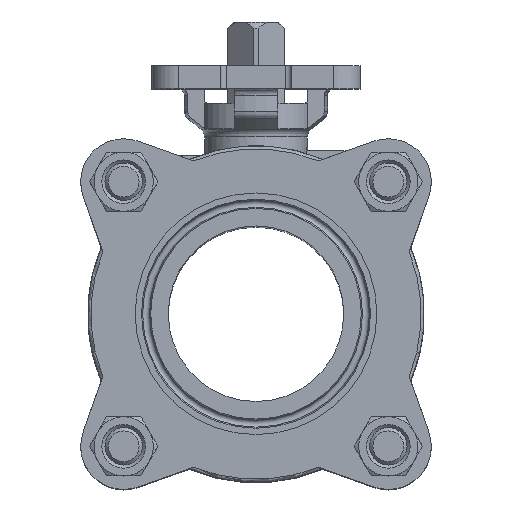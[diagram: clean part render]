
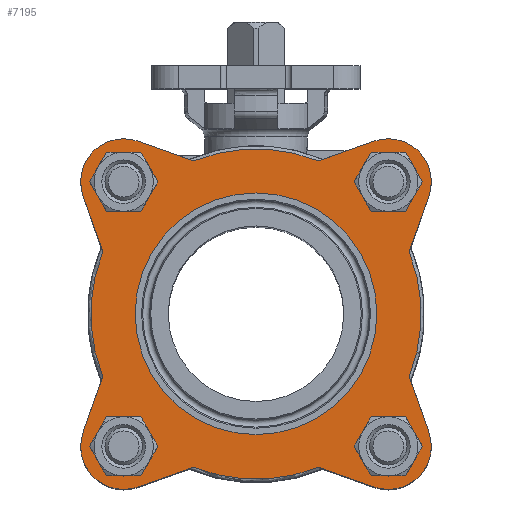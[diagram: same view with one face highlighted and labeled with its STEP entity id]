
A CAD part, top view. The second image highlights one B-rep face of the part: STEP entity #7195.
In plain terms, the highlighted planar face has unit normal (0, 0, 1).
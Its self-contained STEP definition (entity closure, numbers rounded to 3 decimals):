
#236=LINE('',#12538,#534);
#237=LINE('',#12542,#535);
#238=LINE('',#12543,#536);
#239=LINE('',#12547,#537);
#240=LINE('',#12548,#538);
#241=LINE('',#12552,#539);
#242=LINE('',#12553,#540);
#243=LINE('',#12557,#541);
#534=VECTOR('',#9412,1000.);
#535=VECTOR('',#9415,1000.);
#536=VECTOR('',#9416,1000.);
#537=VECTOR('',#9419,1000.);
#538=VECTOR('',#9420,1000.);
#539=VECTOR('',#9423,1000.);
#540=VECTOR('',#9424,1000.);
#541=VECTOR('',#9427,1000.);
#2000=ORIENTED_EDGE('',*,*,#4026,.F.);
#2001=ORIENTED_EDGE('',*,*,#4027,.F.);
#2002=ORIENTED_EDGE('',*,*,#4028,.F.);
#2003=ORIENTED_EDGE('',*,*,#4029,.F.);
#2004=ORIENTED_EDGE('',*,*,#4030,.F.);
#2005=ORIENTED_EDGE('',*,*,#4031,.T.);
#2006=ORIENTED_EDGE('',*,*,#4032,.T.);
#2007=ORIENTED_EDGE('',*,*,#4033,.T.);
#2008=ORIENTED_EDGE('',*,*,#3776,.F.);
#2009=ORIENTED_EDGE('',*,*,#4034,.T.);
#2010=ORIENTED_EDGE('',*,*,#4035,.T.);
#2011=ORIENTED_EDGE('',*,*,#4036,.T.);
#2012=ORIENTED_EDGE('',*,*,#3782,.F.);
#2013=ORIENTED_EDGE('',*,*,#4037,.T.);
#2014=ORIENTED_EDGE('',*,*,#4038,.T.);
#2015=ORIENTED_EDGE('',*,*,#4039,.T.);
#2016=ORIENTED_EDGE('',*,*,#3786,.F.);
#2017=ORIENTED_EDGE('',*,*,#4040,.T.);
#2018=ORIENTED_EDGE('',*,*,#4041,.T.);
#2019=ORIENTED_EDGE('',*,*,#4042,.T.);
#2020=ORIENTED_EDGE('',*,*,#4043,.T.);
#3776=EDGE_CURVE('',#4763,#4765,#5360,.T.);
#3782=EDGE_CURVE('',#4770,#4768,#5363,.T.);
#3786=EDGE_CURVE('',#4774,#4772,#5365,.T.);
#4026=EDGE_CURVE('',#4951,#4951,#5456,.T.);
#4027=EDGE_CURVE('',#4952,#4952,#5457,.T.);
#4028=EDGE_CURVE('',#4953,#4953,#5458,.T.);
#4029=EDGE_CURVE('',#4954,#4954,#5459,.T.);
#4030=EDGE_CURVE('',#4955,#4956,#5460,.T.);
#4031=EDGE_CURVE('',#4955,#4957,#236,.T.);
#4032=EDGE_CURVE('',#4957,#4958,#5461,.T.);
#4033=EDGE_CURVE('',#4958,#4765,#237,.T.);
#4034=EDGE_CURVE('',#4763,#4959,#238,.T.);
#4035=EDGE_CURVE('',#4959,#4960,#5462,.T.);
#4036=EDGE_CURVE('',#4960,#4768,#239,.T.);
#4037=EDGE_CURVE('',#4770,#4961,#240,.T.);
#4038=EDGE_CURVE('',#4961,#4962,#5463,.T.);
#4039=EDGE_CURVE('',#4962,#4772,#241,.T.);
#4040=EDGE_CURVE('',#4774,#4963,#242,.T.);
#4041=EDGE_CURVE('',#4963,#4964,#5464,.T.);
#4042=EDGE_CURVE('',#4964,#4956,#243,.T.);
#4043=EDGE_CURVE('',#4965,#4965,#5465,.T.);
#4763=VERTEX_POINT('',#11855);
#4765=VERTEX_POINT('',#11858);
#4768=VERTEX_POINT('',#11873);
#4770=VERTEX_POINT('',#11881);
#4772=VERTEX_POINT('',#11890);
#4774=VERTEX_POINT('',#11898);
#4951=VERTEX_POINT('',#12528);
#4952=VERTEX_POINT('',#12530);
#4953=VERTEX_POINT('',#12532);
#4954=VERTEX_POINT('',#12534);
#4955=VERTEX_POINT('',#12536);
#4956=VERTEX_POINT('',#12537);
#4957=VERTEX_POINT('',#12539);
#4958=VERTEX_POINT('',#12541);
#4959=VERTEX_POINT('',#12544);
#4960=VERTEX_POINT('',#12546);
#4961=VERTEX_POINT('',#12549);
#4962=VERTEX_POINT('',#12551);
#4963=VERTEX_POINT('',#12554);
#4964=VERTEX_POINT('',#12556);
#4965=VERTEX_POINT('',#12559);
#5360=CIRCLE('',#7790,53.);
#5363=CIRCLE('',#7794,53.);
#5365=CIRCLE('',#7797,53.);
#5456=CIRCLE('',#7934,9.);
#5457=CIRCLE('',#7935,9.);
#5458=CIRCLE('',#7936,9.);
#5459=CIRCLE('',#7937,9.);
#5460=CIRCLE('',#7938,53.);
#5461=CIRCLE('',#7939,13.8);
#5462=CIRCLE('',#7940,13.8);
#5463=CIRCLE('',#7941,13.8);
#5464=CIRCLE('',#7942,13.8);
#5465=CIRCLE('',#7943,36.157);
#5821=EDGE_LOOP('',(#2000));
#5822=EDGE_LOOP('',(#2001));
#5823=EDGE_LOOP('',(#2002));
#5824=EDGE_LOOP('',(#2003));
#5825=EDGE_LOOP('',(#2004,#2005,#2006,#2007,#2008,#2009,#2010,#2011,#2012,
#2013,#2014,#2015,#2016,#2017,#2018,#2019));
#5826=EDGE_LOOP('',(#2020));
#6438=FACE_BOUND('',#5821,.T.);
#6439=FACE_BOUND('',#5822,.T.);
#6440=FACE_BOUND('',#5823,.T.);
#6441=FACE_BOUND('',#5824,.T.);
#6442=FACE_BOUND('',#5825,.T.);
#6443=FACE_BOUND('',#5826,.T.);
#6907=PLANE('',#7933);
#7195=ADVANCED_FACE('',(#6438,#6439,#6440,#6441,#6442,#6443),#6907,.F.);
#7790=AXIS2_PLACEMENT_3D('',#11857,#9015,#9016);
#7794=AXIS2_PLACEMENT_3D('',#11882,#9023,#9024);
#7797=AXIS2_PLACEMENT_3D('',#11899,#9029,#9030);
#7933=AXIS2_PLACEMENT_3D('',#12526,#9400,#9401);
#7934=AXIS2_PLACEMENT_3D('',#12527,#9402,#9403);
#7935=AXIS2_PLACEMENT_3D('',#12529,#9404,#9405);
#7936=AXIS2_PLACEMENT_3D('',#12531,#9406,#9407);
#7937=AXIS2_PLACEMENT_3D('',#12533,#9408,#9409);
#7938=AXIS2_PLACEMENT_3D('',#12535,#9410,#9411);
#7939=AXIS2_PLACEMENT_3D('',#12540,#9413,#9414);
#7940=AXIS2_PLACEMENT_3D('',#12545,#9417,#9418);
#7941=AXIS2_PLACEMENT_3D('',#12550,#9421,#9422);
#7942=AXIS2_PLACEMENT_3D('',#12555,#9425,#9426);
#7943=AXIS2_PLACEMENT_3D('',#12558,#9428,#9429);
#9015=DIRECTION('',(0.,0.,-1.));
#9016=DIRECTION('',(-1.,0.,0.));
#9023=DIRECTION('',(0.,0.,-1.));
#9024=DIRECTION('',(-1.,0.,0.));
#9029=DIRECTION('',(0.,0.,-1.));
#9030=DIRECTION('',(-1.,0.,0.));
#9400=DIRECTION('',(0.,0.,-1.));
#9401=DIRECTION('',(-1.,0.,0.));
#9402=DIRECTION('',(0.,0.,1.));
#9403=DIRECTION('',(1.,0.,0.));
#9404=DIRECTION('',(0.,0.,1.));
#9405=DIRECTION('',(1.,0.,0.));
#9406=DIRECTION('',(0.,0.,1.));
#9407=DIRECTION('',(1.,0.,0.));
#9408=DIRECTION('',(0.,0.,1.));
#9409=DIRECTION('',(1.,0.,0.));
#9410=DIRECTION('',(0.,0.,-1.));
#9411=DIRECTION('',(-1.,0.,0.));
#9412=DIRECTION('',(-0.943,0.334,0.));
#9413=DIRECTION('',(0.,0.,1.));
#9414=DIRECTION('',(1.,0.,0.));
#9415=DIRECTION('',(0.334,-0.943,0.));
#9416=DIRECTION('',(-0.334,-0.943,0.));
#9417=DIRECTION('',(0.,0.,1.));
#9418=DIRECTION('',(1.,0.,0.));
#9419=DIRECTION('',(0.943,0.334,0.));
#9420=DIRECTION('',(0.943,-0.334,0.));
#9421=DIRECTION('',(0.,0.,1.));
#9422=DIRECTION('',(1.,0.,0.));
#9423=DIRECTION('',(-0.334,0.943,0.));
#9424=DIRECTION('',(0.334,0.943,0.));
#9425=DIRECTION('',(0.,0.,1.));
#9426=DIRECTION('',(1.,0.,0.));
#9427=DIRECTION('',(-0.943,-0.334,0.));
#9428=DIRECTION('',(0.,0.,-1.));
#9429=DIRECTION('',(-1.,0.,0.));
#11855=CARTESIAN_POINT('',(-49.105,-19.944,54.));
#11857=CARTESIAN_POINT('',(0.,0.,54.));
#11858=CARTESIAN_POINT('',(-49.105,19.944,54.));
#11873=CARTESIAN_POINT('',(-19.944,-49.105,54.));
#11881=CARTESIAN_POINT('',(19.944,-49.105,54.));
#11882=CARTESIAN_POINT('',(0.,0.,54.));
#11890=CARTESIAN_POINT('',(49.105,-19.944,54.));
#11898=CARTESIAN_POINT('',(49.105,19.944,54.));
#11899=CARTESIAN_POINT('',(0.,0.,54.));
#12526=CARTESIAN_POINT('',(0.,0.,54.));
#12527=CARTESIAN_POINT('',(42.426,-42.426,54.));
#12528=CARTESIAN_POINT('',(51.426,-42.426,54.));
#12529=CARTESIAN_POINT('',(-42.426,-42.426,54.));
#12530=CARTESIAN_POINT('',(-33.426,-42.426,54.));
#12531=CARTESIAN_POINT('',(-42.426,42.426,54.));
#12532=CARTESIAN_POINT('',(-33.426,42.426,54.));
#12533=CARTESIAN_POINT('',(42.426,42.426,54.));
#12534=CARTESIAN_POINT('',(51.426,42.426,54.));
#12535=CARTESIAN_POINT('',(0.,0.,54.));
#12536=CARTESIAN_POINT('',(-19.944,49.105,54.));
#12537=CARTESIAN_POINT('',(19.944,49.105,54.));
#12538=CARTESIAN_POINT('',(0.,42.042,54.));
#12539=CARTESIAN_POINT('',(-37.82,55.435,54.));
#12540=CARTESIAN_POINT('',(-42.426,42.426,54.));
#12541=CARTESIAN_POINT('',(-55.435,37.82,54.));
#12542=CARTESIAN_POINT('',(-55.435,37.82,54.));
#12543=CARTESIAN_POINT('',(-42.042,0.,54.));
#12544=CARTESIAN_POINT('',(-55.435,-37.82,54.));
#12545=CARTESIAN_POINT('',(-42.426,-42.426,54.));
#12546=CARTESIAN_POINT('',(-37.82,-55.435,54.));
#12547=CARTESIAN_POINT('',(-37.82,-55.435,54.));
#12548=CARTESIAN_POINT('',(0.,-42.042,54.));
#12549=CARTESIAN_POINT('',(37.82,-55.435,54.));
#12550=CARTESIAN_POINT('',(42.426,-42.426,54.));
#12551=CARTESIAN_POINT('',(55.435,-37.82,54.));
#12552=CARTESIAN_POINT('',(55.435,-37.82,54.));
#12553=CARTESIAN_POINT('',(42.042,0.,54.));
#12554=CARTESIAN_POINT('',(55.435,37.82,54.));
#12555=CARTESIAN_POINT('',(42.426,42.426,54.));
#12556=CARTESIAN_POINT('',(37.82,55.435,54.));
#12557=CARTESIAN_POINT('',(37.82,55.435,54.));
#12558=CARTESIAN_POINT('',(0.,0.,54.));
#12559=CARTESIAN_POINT('',(-36.157,0.,54.));
